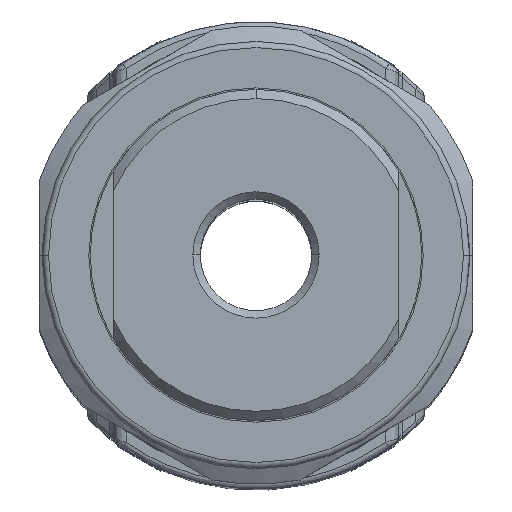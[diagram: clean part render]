
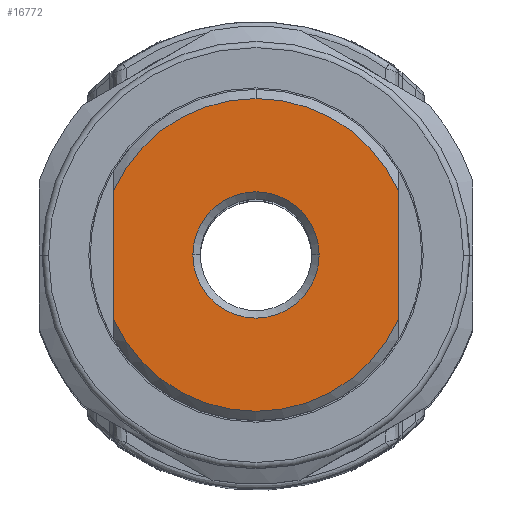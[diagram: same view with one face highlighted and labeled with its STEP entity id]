
A CAD part, top view. The second image highlights one B-rep face of the part: STEP entity #16772.
In plain terms, the highlighted planar face has unit normal (0, 0, 1).
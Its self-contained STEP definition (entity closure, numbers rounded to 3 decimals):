
#141 = CARTESIAN_POINT ( 'NONE',  ( 10.2, 0., 164.82 ) ) ;
#394 = ORIENTED_EDGE ( 'NONE', *, *, #1762, .T. ) ;
#417 = CARTESIAN_POINT ( 'NONE',  ( 0., 25.25, 164.82 ) ) ;
#426 = LINE ( 'NONE', #14074, #4683 ) ;
#1469 = ORIENTED_EDGE ( 'NONE', *, *, #5447, .T. ) ;
#1762 = EDGE_CURVE ( 'NONE', #3873, #2212, #13316, .T. ) ;
#1783 = CARTESIAN_POINT ( 'NONE',  ( -23., 10.419, 164.82 ) ) ;
#1804 = DIRECTION ( 'NONE',  ( 0., 1., 0. ) ) ;
#2212 = VERTEX_POINT ( 'NONE', #7882 ) ;
#2341 = VERTEX_POINT ( 'NONE', #417 ) ;
#2512 = VERTEX_POINT ( 'NONE', #16078 ) ;
#2774 = DIRECTION ( 'NONE',  ( 0., 0., 1. ) ) ;
#3138 = CARTESIAN_POINT ( 'NONE',  ( 0., 0., 164.82 ) ) ;
#3259 = DIRECTION ( 'NONE',  ( 1., 0., 0. ) ) ;
#3319 = FACE_OUTER_BOUND ( 'NONE', #14580, .T. ) ;
#3873 = VERTEX_POINT ( 'NONE', #1783 ) ;
#4210 = DIRECTION ( 'NONE',  ( 1., 0., 0. ) ) ;
#4631 = ORIENTED_EDGE ( 'NONE', *, *, #12896, .T. ) ;
#4683 = VECTOR ( 'NONE', #21645, 1000. ) ;
#5056 = AXIS2_PLACEMENT_3D ( 'NONE', #7174, #20552, #3259 ) ;
#5416 = EDGE_CURVE ( 'NONE', #2212, #18814, #8679, .T. ) ;
#5447 = EDGE_CURVE ( 'NONE', #2512, #2341, #11470, .T. ) ;
#5479 = DIRECTION ( 'NONE',  ( 0., 1., 0. ) ) ;
#5731 = CARTESIAN_POINT ( 'NONE',  ( 0., 0., 164.82 ) ) ;
#7174 = CARTESIAN_POINT ( 'NONE',  ( 0., 0., 164.82 ) ) ;
#7188 = EDGE_CURVE ( 'NONE', #2341, #3873, #24842, .T. ) ;
#7461 = AXIS2_PLACEMENT_3D ( 'NONE', #9646, #19474, #1804 ) ;
#7672 = EDGE_CURVE ( 'NONE', #18814, #2512, #426, .T. ) ;
#7747 = DIRECTION ( 'NONE',  ( 0., 0., -1. ) ) ;
#7882 = CARTESIAN_POINT ( 'NONE',  ( -23., -10.419, 164.82 ) ) ;
#8679 = CIRCLE ( 'NONE', #15921, 25.25 ) ;
#9646 = CARTESIAN_POINT ( 'NONE',  ( 0., 0., 164.82 ) ) ;
#9804 = AXIS2_PLACEMENT_3D ( 'NONE', #18834, #24409, #24665 ) ;
#10221 = CARTESIAN_POINT ( 'NONE',  ( 23., -10.419, 164.82 ) ) ;
#11081 = ORIENTED_EDGE ( 'NONE', *, *, #22609, .T. ) ;
#11109 = CIRCLE ( 'NONE', #5056, 10.2 ) ;
#11470 = CIRCLE ( 'NONE', #7461, 25.25 ) ;
#12347 = ORIENTED_EDGE ( 'NONE', *, *, #7188, .T. ) ;
#12805 = CIRCLE ( 'NONE', #14436, 10.2 ) ;
#12896 = EDGE_CURVE ( 'NONE', #24191, #13720, #12805, .T. ) ;
#12907 = DIRECTION ( 'NONE',  ( 0., 0., 1. ) ) ;
#13316 = LINE ( 'NONE', #20655, #20207 ) ;
#13720 = VERTEX_POINT ( 'NONE', #141 ) ;
#14074 = CARTESIAN_POINT ( 'NONE',  ( 23., 0., 164.82 ) ) ;
#14253 = EDGE_LOOP ( 'NONE', ( #11081, #4631 ) ) ;
#14436 = AXIS2_PLACEMENT_3D ( 'NONE', #5731, #7747, #4210 ) ;
#14580 = EDGE_LOOP ( 'NONE', ( #14926, #1469, #12347, #394, #22549 ) ) ;
#14926 = ORIENTED_EDGE ( 'NONE', *, *, #7672, .T. ) ;
#15224 = DIRECTION ( 'NONE',  ( 0., -1., 0. ) ) ;
#15921 = AXIS2_PLACEMENT_3D ( 'NONE', #22653, #12907, #5479 ) ;
#16078 = CARTESIAN_POINT ( 'NONE',  ( 23., 10.419, 164.82 ) ) ;
#16772 = ADVANCED_FACE ( 'NONE', ( #18324, #3319 ), #18578, .T. ) ;
#18324 = FACE_BOUND ( 'NONE', #14253, .T. ) ;
#18356 = AXIS2_PLACEMENT_3D ( 'NONE', #3138, #2774, #24109 ) ;
#18578 = PLANE ( 'NONE',  #9804 ) ;
#18814 = VERTEX_POINT ( 'NONE', #10221 ) ;
#18834 = CARTESIAN_POINT ( 'NONE',  ( 0., 0., 164.82 ) ) ;
#19163 = CARTESIAN_POINT ( 'NONE',  ( -10.2, 0., 164.82 ) ) ;
#19474 = DIRECTION ( 'NONE',  ( 0., 0., 1. ) ) ;
#20207 = VECTOR ( 'NONE', #15224, 1000. ) ;
#20552 = DIRECTION ( 'NONE',  ( 0., 0., -1. ) ) ;
#20655 = CARTESIAN_POINT ( 'NONE',  ( -23., 0., 164.82 ) ) ;
#21645 = DIRECTION ( 'NONE',  ( 0., 1., 0. ) ) ;
#22549 = ORIENTED_EDGE ( 'NONE', *, *, #5416, .T. ) ;
#22609 = EDGE_CURVE ( 'NONE', #13720, #24191, #11109, .T. ) ;
#22653 = CARTESIAN_POINT ( 'NONE',  ( 0., 0., 164.82 ) ) ;
#24109 = DIRECTION ( 'NONE',  ( 0., 1., 0. ) ) ;
#24191 = VERTEX_POINT ( 'NONE', #19163 ) ;
#24409 = DIRECTION ( 'NONE',  ( 0., 0., 1. ) ) ;
#24665 = DIRECTION ( 'NONE',  ( 1., 0., 0. ) ) ;
#24842 = CIRCLE ( 'NONE', #18356, 25.25 ) ;
